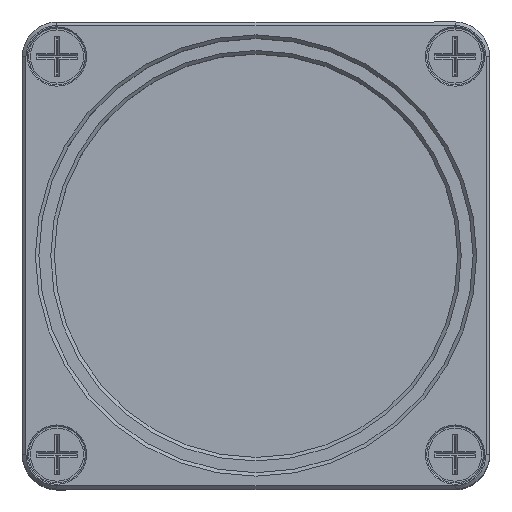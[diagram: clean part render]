
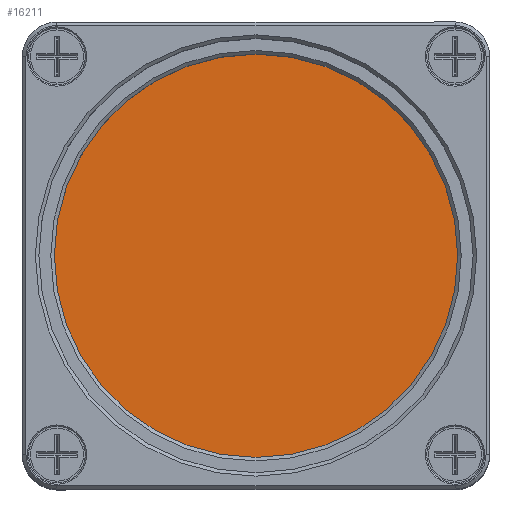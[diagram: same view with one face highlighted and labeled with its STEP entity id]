
A CAD part, top view. The second image highlights one B-rep face of the part: STEP entity #16211.
In plain terms, the highlighted face is planar.
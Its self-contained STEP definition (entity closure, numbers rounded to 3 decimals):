
#13245=FACE_OUTER_BOUND('',#29732,.T.);
#16211=ADVANCED_FACE('',(#13245),#18715,.F.);
#18715=PLANE('',#57167);
#29732=EDGE_LOOP('',(#35608));
#35608=ORIENTED_EDGE('',*,*,#49547,.F.);
#44996=VERTEX_POINT('',#77627);
#49547=EDGE_CURVE('',#44996,#44996,#54331,.T.);
#54331=CIRCLE('',#57164,12.5);
#57164=AXIS2_PLACEMENT_3D('',#77626,#64208,#64209);
#57167=AXIS2_PLACEMENT_3D('',#77630,#64214,#64215);
#64208=DIRECTION('',(0.,0.,1.));
#64209=DIRECTION('',(1.,0.,0.));
#64214=DIRECTION('',(0.,0.,1.));
#64215=DIRECTION('',(1.,0.,0.));
#77626=CARTESIAN_POINT('',(0.,0.,0.));
#77627=CARTESIAN_POINT('',(12.5,0.,0.));
#77630=CARTESIAN_POINT('',(0.,0.,0.));
